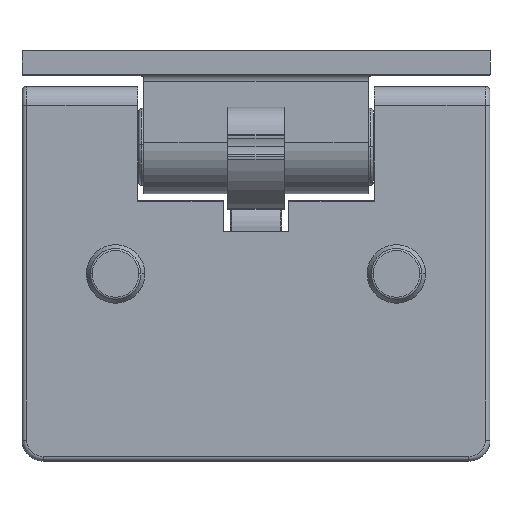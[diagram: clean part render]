
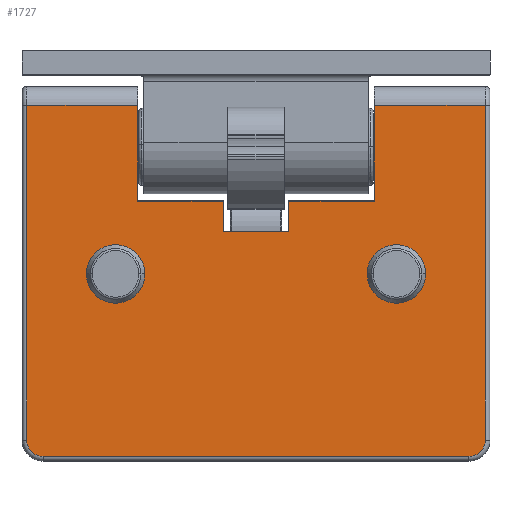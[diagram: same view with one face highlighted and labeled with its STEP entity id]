
A CAD part, top view. The second image highlights one B-rep face of the part: STEP entity #1727.
In plain terms, the highlighted planar face has unit normal (0, 0, 1).
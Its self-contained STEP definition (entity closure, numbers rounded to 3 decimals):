
#1727=ADVANCED_FACE('',(#2656,#2657,#2658),#2659,.T.);
#2656=FACE_BOUND('',#4446,.T.);
#2657=FACE_OUTER_BOUND('',#4447,.T.);
#2658=FACE_BOUND('',#4448,.T.);
#2659=PLANE('',#4449);
#4446=EDGE_LOOP('',(#6652,#6653));
#4447=EDGE_LOOP('',(#6654,#6655,#6656,#6657,#6658,#6659,#6660,#6661,#6662,#6663,#6664,#6665,#6666,#6667));
#4448=EDGE_LOOP('',(#6668,#6669));
#4449=AXIS2_PLACEMENT_3D('',#6670,#6671,#6672);
#6652=ORIENTED_EDGE('',*,*,#12915,.T.);
#6653=ORIENTED_EDGE('',*,*,#13059,.T.);
#6654=ORIENTED_EDGE('',*,*,#13014,.T.);
#6655=ORIENTED_EDGE('',*,*,#13013,.T.);
#6656=ORIENTED_EDGE('',*,*,#13005,.T.);
#6657=ORIENTED_EDGE('',*,*,#12988,.F.);
#6658=ORIENTED_EDGE('',*,*,#13086,.F.);
#6659=ORIENTED_EDGE('',*,*,#13088,.F.);
#6660=ORIENTED_EDGE('',*,*,#13090,.F.);
#6661=ORIENTED_EDGE('',*,*,#13092,.F.);
#6662=ORIENTED_EDGE('',*,*,#13094,.F.);
#6663=ORIENTED_EDGE('',*,*,#13096,.F.);
#6664=ORIENTED_EDGE('',*,*,#13009,.T.);
#6665=ORIENTED_EDGE('',*,*,#13100,.T.);
#6666=ORIENTED_EDGE('',*,*,#12944,.T.);
#6667=ORIENTED_EDGE('',*,*,#12937,.T.);
#6668=ORIENTED_EDGE('',*,*,#12933,.T.);
#6669=ORIENTED_EDGE('',*,*,#13003,.T.);
#6670=CARTESIAN_POINT('',(148.517,-378.5,-149.714));
#6671=DIRECTION('',(0.,0.,1.0));
#6672=DIRECTION('',(-1.0,0.,0.));
#12915=EDGE_CURVE('',#15037,#15041,#15043,.T.);
#12933=EDGE_CURVE('',#15071,#15075,#15077,.T.);
#12937=EDGE_CURVE('',#15078,#15083,#15085,.T.);
#12944=EDGE_CURVE('',#15094,#15078,#15098,.T.);
#12988=EDGE_CURVE('',#15179,#15181,#15182,.T.);
#13003=EDGE_CURVE('',#15075,#15071,#15202,.T.);
#13005=EDGE_CURVE('',#15204,#15181,#15205,.T.);
#13009=EDGE_CURVE('',#15212,#15210,#15213,.T.);
#13013=EDGE_CURVE('',#15215,#15204,#15218,.T.);
#13014=EDGE_CURVE('',#15083,#15215,#15219,.T.);
#13059=EDGE_CURVE('',#15041,#15037,#15288,.T.);
#13086=EDGE_CURVE('',#15326,#15179,#15328,.T.);
#13088=EDGE_CURVE('',#15329,#15326,#15331,.T.);
#13090=EDGE_CURVE('',#15332,#15329,#15334,.T.);
#13092=EDGE_CURVE('',#15335,#15332,#15337,.T.);
#13094=EDGE_CURVE('',#15338,#15335,#15340,.T.);
#13096=EDGE_CURVE('',#15212,#15338,#15342,.T.);
#13100=EDGE_CURVE('',#15210,#15094,#15346,.T.);
#15037=VERTEX_POINT('',#18525);
#15041=VERTEX_POINT('',#18530);
#15043=CIRCLE('',#18533,6.25);
#15071=VERTEX_POINT('',#18569);
#15075=VERTEX_POINT('',#18574);
#15077=CIRCLE('',#18577,6.25);
#15078=VERTEX_POINT('',#18578);
#15083=VERTEX_POINT('',#18584);
#15085=LINE('',#18586,#18587);
#15094=VERTEX_POINT('',#18598);
#15098=CIRCLE('',#18602,3.5);
#15179=VERTEX_POINT('',#18710);
#15181=VERTEX_POINT('',#18713);
#15182=LINE('',#18714,#18715);
#15202=CIRCLE('',#18744,6.25);
#15204=VERTEX_POINT('',#18746);
#15205=LINE('',#18747,#18748);
#15210=VERTEX_POINT('',#18754);
#15212=VERTEX_POINT('',#18756);
#15213=LINE('',#18757,#18758);
#15215=VERTEX_POINT('',#18760);
#15218=LINE('',#18763,#18764);
#15219=CIRCLE('',#18765,3.5);
#15288=CIRCLE('',#18866,6.25);
#15326=VERTEX_POINT('',#18923);
#15328=LINE('',#18926,#18927);
#15329=VERTEX_POINT('',#18928);
#15331=LINE('',#18931,#18932);
#15332=VERTEX_POINT('',#18933);
#15334=LINE('',#18936,#18937);
#15335=VERTEX_POINT('',#18938);
#15337=LINE('',#18941,#18942);
#15338=VERTEX_POINT('',#18943);
#15340=LINE('',#18946,#18947);
#15342=LINE('',#18950,#18951);
#15346=LINE('',#18956,#18957);
#18525=CARTESIAN_POINT('',(162.267,-418.5,-149.714));
#18530=CARTESIAN_POINT('',(174.767,-418.5,-149.714));
#18533=AXIS2_PLACEMENT_3D('',#23931,#23932,#23933);
#18569=CARTESIAN_POINT('',(222.267,-418.5,-149.714));
#18574=CARTESIAN_POINT('',(234.767,-418.5,-149.714));
#18577=AXIS2_PLACEMENT_3D('',#23965,#23966,#23967);
#18578=CARTESIAN_POINT('',(153.017,-457.5,-149.714));
#18584=CARTESIAN_POINT('',(244.017,-457.5,-149.714));
#18586=CARTESIAN_POINT('',(244.017,-457.5,-149.714));
#18587=VECTOR('',#23975,1000.0);
#18598=CARTESIAN_POINT('',(149.517,-454.,-149.714));
#18602=AXIS2_PLACEMENT_3D('',#23990,#23991,#23992);
#18710=CARTESIAN_POINT('',(223.817,-403.,-149.714));
#18713=CARTESIAN_POINT('',(223.817,-382.5,-149.714));
#18714=CARTESIAN_POINT('',(223.817,-378.5,-149.714));
#18715=VECTOR('',#24066,1000.0);
#18744=AXIS2_PLACEMENT_3D('',#24091,#24092,#24093);
#18746=CARTESIAN_POINT('',(247.517,-382.5,-149.714));
#18747=CARTESIAN_POINT('',(223.817,-382.5,-149.714));
#18748=VECTOR('',#24097,1000.0);
#18754=CARTESIAN_POINT('',(149.517,-382.5,-149.714));
#18756=CARTESIAN_POINT('',(173.217,-382.5,-149.714));
#18757=CARTESIAN_POINT('',(148.517,-382.5,-149.714));
#18758=VECTOR('',#24105,1000.0);
#18760=CARTESIAN_POINT('',(247.517,-454.,-149.714));
#18763=CARTESIAN_POINT('',(247.517,-382.5,-149.714));
#18764=VECTOR('',#24115,1000.0);
#18765=AXIS2_PLACEMENT_3D('',#24116,#24117,#24118);
#18866=AXIS2_PLACEMENT_3D('',#24187,#24188,#24189);
#18923=CARTESIAN_POINT('',(205.517,-403.,-149.714));
#18926=CARTESIAN_POINT('',(148.517,-403.,-149.714));
#18927=VECTOR('',#24228,1000.0);
#18928=CARTESIAN_POINT('',(205.517,-409.5,-149.714));
#18931=CARTESIAN_POINT('',(205.517,-378.5,-149.714));
#18932=VECTOR('',#24230,1000.0);
#18933=CARTESIAN_POINT('',(191.517,-409.5,-149.714));
#18936=CARTESIAN_POINT('',(148.517,-409.5,-149.714));
#18937=VECTOR('',#24232,1000.0);
#18938=CARTESIAN_POINT('',(191.517,-403.,-149.714));
#18941=CARTESIAN_POINT('',(191.517,-378.5,-149.714));
#18942=VECTOR('',#24234,1000.0);
#18943=CARTESIAN_POINT('',(173.217,-403.,-149.714));
#18946=CARTESIAN_POINT('',(148.517,-403.,-149.714));
#18947=VECTOR('',#24236,1000.0);
#18950=CARTESIAN_POINT('',(173.217,-378.5,-149.714));
#18951=VECTOR('',#24238,1000.0);
#18956=CARTESIAN_POINT('',(149.517,-454.,-149.714));
#18957=VECTOR('',#24246,1000.0);
#23931=CARTESIAN_POINT('',(168.517,-418.5,-149.714));
#23932=DIRECTION('',(0.,0.,-1.0));
#23933=DIRECTION('',(-1.0,0.,0.));
#23965=CARTESIAN_POINT('',(228.517,-418.5,-149.714));
#23966=DIRECTION('',(0.,0.,-1.0));
#23967=DIRECTION('',(-1.0,0.,0.));
#23975=DIRECTION('',(1.0,0.,0.));
#23990=CARTESIAN_POINT('',(153.017,-454.,-149.714));
#23991=DIRECTION('',(0.,0.,1.0));
#23992=DIRECTION('',(0.,1.0,0.));
#24066=DIRECTION('',(0.,1.0,0.));
#24091=CARTESIAN_POINT('',(228.517,-418.5,-149.714));
#24092=DIRECTION('',(0.,0.,-1.0));
#24093=DIRECTION('',(-1.0,0.,0.));
#24097=DIRECTION('',(-1.0,0.,0.));
#24105=DIRECTION('',(-1.0,0.,0.));
#24115=DIRECTION('',(0.,1.0,0.));
#24116=CARTESIAN_POINT('',(244.017,-454.,-149.714));
#24117=DIRECTION('',(0.,0.,1.0));
#24118=DIRECTION('',(0.,1.0,0.));
#24187=CARTESIAN_POINT('',(168.517,-418.5,-149.714));
#24188=DIRECTION('',(0.,0.,-1.0));
#24189=DIRECTION('',(-1.0,0.,0.));
#24228=DIRECTION('',(1.0,0.,0.));
#24230=DIRECTION('',(0.,1.0,0.));
#24232=DIRECTION('',(1.0,0.,0.));
#24234=DIRECTION('',(0.,-1.0,0.));
#24236=DIRECTION('',(1.0,0.,0.));
#24238=DIRECTION('',(0.,-1.0,0.));
#24246=DIRECTION('',(0.,-1.0,0.));
